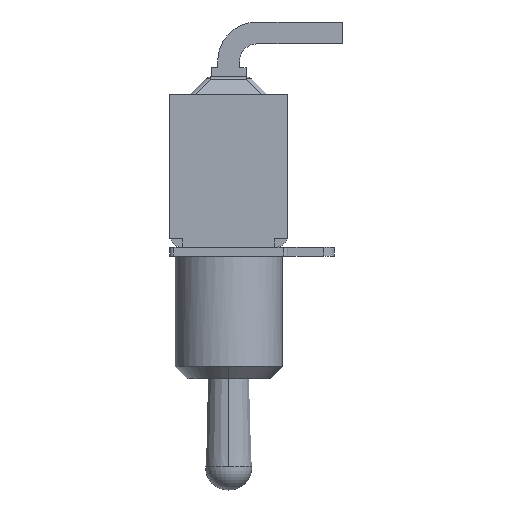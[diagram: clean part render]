
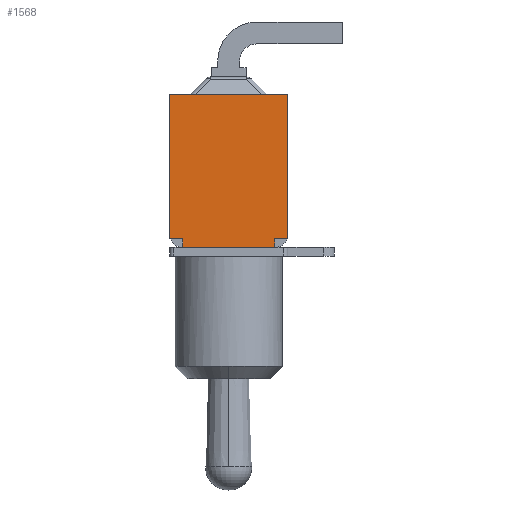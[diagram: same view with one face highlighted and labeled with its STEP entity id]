
A CAD part, left-side view. The second image highlights one B-rep face of the part: STEP entity #1568.
In plain terms, the highlighted planar face has unit normal (-1, 0, 0).
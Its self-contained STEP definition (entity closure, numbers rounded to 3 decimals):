
#146 = DIRECTION ( 'NONE',  ( 0., -1., 0. ) ) ;
#174 = DIRECTION ( 'NONE',  ( 0., 0., -1. ) ) ;
#211 = CARTESIAN_POINT ( 'NONE',  ( -6.35, 3.773, 0. ) ) ;
#381 = CARTESIAN_POINT ( 'NONE',  ( -6.35, -3.43, 0. ) ) ;
#396 = DIRECTION ( 'NONE',  ( 0., 0., 1. ) ) ;
#422 = EDGE_CURVE ( 'NONE', #6731, #5568, #1900, .T. ) ;
#625 = ORIENTED_EDGE ( 'NONE', *, *, #1686, .F. ) ;
#851 = EDGE_CURVE ( 'NONE', #4722, #6199, #1310, .T. ) ;
#914 = CARTESIAN_POINT ( 'NONE',  ( -6.35, 2.937, 8.89 ) ) ;
#1005 = CARTESIAN_POINT ( 'NONE',  ( -6.35, 3.43, 9.335 ) ) ;
#1067 = CARTESIAN_POINT ( 'NONE',  ( -6.35, 3.773, 9.335 ) ) ;
#1075 = CARTESIAN_POINT ( 'NONE',  ( -6.35, 2.67, 8.89 ) ) ;
#1203 = EDGE_CURVE ( 'NONE', #4722, #5568, #1702, .T. ) ;
#1310 = LINE ( 'NONE', #914, #2588 ) ;
#1354 = VERTEX_POINT ( 'NONE', #6682 ) ;
#1397 = DIRECTION ( 'NONE',  ( 0., -1., 0. ) ) ;
#1411 = ORIENTED_EDGE ( 'NONE', *, *, #1790, .T. ) ;
#1463 = VERTEX_POINT ( 'NONE', #381 ) ;
#1568 = ADVANCED_FACE ( 'NONE', ( #4994 ), #4803, .T. ) ;
#1570 = DIRECTION ( 'NONE',  ( -1., 0., 0. ) ) ;
#1686 = EDGE_CURVE ( 'NONE', #6199, #6742, #6196, .T. ) ;
#1702 = LINE ( 'NONE', #2241, #5190 ) ;
#1732 = DIRECTION ( 'NONE',  ( 0., 0., -1. ) ) ;
#1790 = EDGE_CURVE ( 'NONE', #5444, #1463, #5561, .T. ) ;
#1900 = LINE ( 'NONE', #2457, #6680 ) ;
#1961 = DIRECTION ( 'NONE',  ( 0., -1., 0. ) ) ;
#2034 = ORIENTED_EDGE ( 'NONE', *, *, #851, .F. ) ;
#2074 = VECTOR ( 'NONE', #396, 1000. ) ;
#2241 = CARTESIAN_POINT ( 'NONE',  ( -6.35, 2.67, 9.335 ) ) ;
#2457 = CARTESIAN_POINT ( 'NONE',  ( -6.35, 3.468, 8.38 ) ) ;
#2588 = VECTOR ( 'NONE', #1397, 1000. ) ;
#2682 = EDGE_CURVE ( 'NONE', #6731, #5444, #5203, .T. ) ;
#2687 = CARTESIAN_POINT ( 'NONE',  ( -6.35, -2.67, 8.38 ) ) ;
#2729 = LINE ( 'NONE', #6779, #2074 ) ;
#2762 = LINE ( 'NONE', #6644, #3963 ) ;
#2832 = EDGE_CURVE ( 'NONE', #1354, #6742, #2762, .T. ) ;
#3109 = CARTESIAN_POINT ( 'NONE',  ( -6.35, 3.43, 0. ) ) ;
#3504 = ORIENTED_EDGE ( 'NONE', *, *, #2832, .T. ) ;
#3745 = ORIENTED_EDGE ( 'NONE', *, *, #2682, .T. ) ;
#3963 = VECTOR ( 'NONE', #6121, 1000. ) ;
#4365 = ORIENTED_EDGE ( 'NONE', *, *, #4784, .T. ) ;
#4722 = VERTEX_POINT ( 'NONE', #1075 ) ;
#4731 = CARTESIAN_POINT ( 'NONE',  ( -6.35, 3.43, 8.38 ) ) ;
#4739 = CARTESIAN_POINT ( 'NONE',  ( -6.35, -2.67, 8.89 ) ) ;
#4784 = EDGE_CURVE ( 'NONE', #1463, #1354, #2729, .T. ) ;
#4803 = PLANE ( 'NONE',  #5912 ) ;
#4994 = FACE_OUTER_BOUND ( 'NONE', #6082, .T. ) ;
#5120 = CARTESIAN_POINT ( 'NONE',  ( -6.35, 2.67, 8.38 ) ) ;
#5190 = VECTOR ( 'NONE', #174, 1000. ) ;
#5203 = LINE ( 'NONE', #1005, #5447 ) ;
#5444 = VERTEX_POINT ( 'NONE', #3109 ) ;
#5447 = VECTOR ( 'NONE', #6378, 1000. ) ;
#5561 = LINE ( 'NONE', #211, #6553 ) ;
#5568 = VERTEX_POINT ( 'NONE', #5120 ) ;
#5868 = ORIENTED_EDGE ( 'NONE', *, *, #1203, .T. ) ;
#5912 = AXIS2_PLACEMENT_3D ( 'NONE', #1067, #1570, #6864 ) ;
#5933 = CARTESIAN_POINT ( 'NONE',  ( -6.35, -2.67, 8.355 ) ) ;
#6082 = EDGE_LOOP ( 'NONE', ( #1411, #4365, #3504, #625, #2034, #5868, #6706, #3745 ) ) ;
#6101 = VECTOR ( 'NONE', #1732, 1000. ) ;
#6121 = DIRECTION ( 'NONE',  ( 0., 1., 0. ) ) ;
#6196 = LINE ( 'NONE', #5933, #6101 ) ;
#6199 = VERTEX_POINT ( 'NONE', #4739 ) ;
#6378 = DIRECTION ( 'NONE',  ( 0., 0., -1. ) ) ;
#6553 = VECTOR ( 'NONE', #146, 1000. ) ;
#6644 = CARTESIAN_POINT ( 'NONE',  ( -6.35, 3.773, 8.38 ) ) ;
#6680 = VECTOR ( 'NONE', #1961, 1000. ) ;
#6682 = CARTESIAN_POINT ( 'NONE',  ( -6.35, -3.43, 8.38 ) ) ;
#6706 = ORIENTED_EDGE ( 'NONE', *, *, #422, .F. ) ;
#6731 = VERTEX_POINT ( 'NONE', #4731 ) ;
#6742 = VERTEX_POINT ( 'NONE', #2687 ) ;
#6779 = CARTESIAN_POINT ( 'NONE',  ( -6.35, -3.43, 9.335 ) ) ;
#6864 = DIRECTION ( 'NONE',  ( 0., 0., 1. ) ) ;
